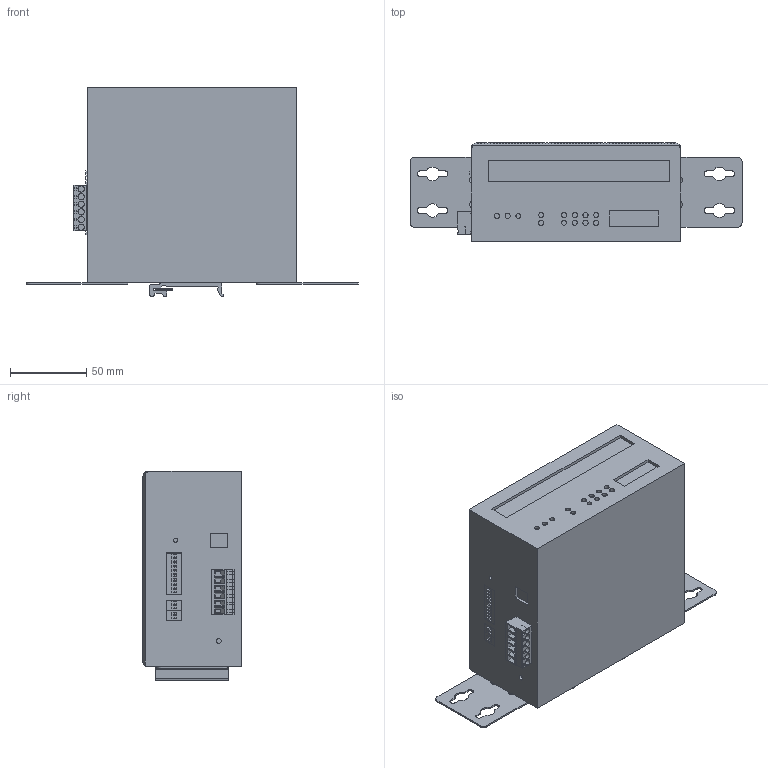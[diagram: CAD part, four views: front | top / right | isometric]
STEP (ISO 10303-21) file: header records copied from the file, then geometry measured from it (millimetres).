
FILE_DESCRIPTION((''),'2;1');
FILE_NAME('TL-SG2210R_ASM_ASM_10_ASM','2022-05-24T',('tp-link'),(''),'PRO/ENGINEER BY PARAMETRIC TECHNOLOGY CORPORATION, 2013230','PRO/ENGINEER BY PARAMETRIC TECHNOLOGY CORPORATION, 2013230','');
FILE_SCHEMA(('AUTOMOTIVE_DESIGN { 1 0 10303 214 1 1 1 1 }'));
Length unit declared in the file: millimetre
Products named in the file (13): GAIBAN01_1_1_1; GUAQIANGJIAN_1_1_1; DAOGUIKAKOU_1_1_1; TONGMAOZHU_1_1_1; ZUHELUODING_1_1_2; 1X10BOMAKAIGUAN_1_1_1; BOMAKAIGUAN_1_1_1; PCBA_TL-SG2210R_GONGYEJI_ASM_4_ASM; MANIFOLD_SOLID_BREP_577329_1_1; MANIFOLD_SOLID_BREP_577564_1_1; MANIFOLD_SOLID_BREP_577799_1_1; DUANZITAI_MUZUO_2_ASM_1_ASM_1_ASM; TL-SG2210R_ASM_ASM_10_ASM
Assembly tree (20 placements, depth 3):
  TL-SG2210R_ASM_ASM_10_ASM
    GAIBAN01_1_1_1
    GUAQIANGJIAN_1_1_1  x2
    DAOGUIKAKOU_1_1_1
    PCBA_TL-SG2210R_GONGYEJI_ASM_4_ASM
      TONGMAOZHU_1_1_1  x4
      ZUHELUODING_1_1_2  x4
      1X10BOMAKAIGUAN_1_1_1
      BOMAKAIGUAN_1_1_1  x2
    DUANZITAI_MUZUO_2_ASM_1_ASM_1_ASM
      MANIFOLD_SOLID_BREP_577329_1_1
      MANIFOLD_SOLID_BREP_577564_1_1
      MANIFOLD_SOLID_BREP_577799_1_1
Bounding box: 217.6 x 65.01 x 137 mm (x, y, z)
Volume: 1148488.9 mm3; surface area: 101118.9 mm2
Topology: 18 solids, 18 shells, 1544 faces, 4129 edges, 2731 vertices
Faces by surface type: plane 1005, cylinder 474, cone 46, bspline 8, torus 7, sphere 4
Entity records: 42633 total; most frequent: CARTESIAN_POINT 8342, ORIENTED_EDGE 6622, DIRECTION 6003, EDGE_CURVE 3311, VECTOR 2387, LINE 2387, VERTEX_POINT 2185, AXIS2_PLACEMENT_3D 1808
